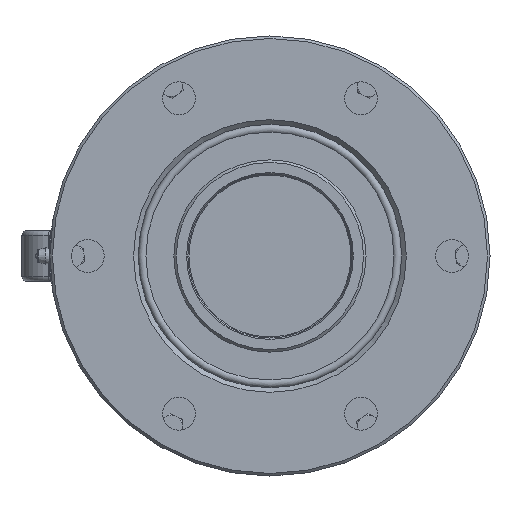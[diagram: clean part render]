
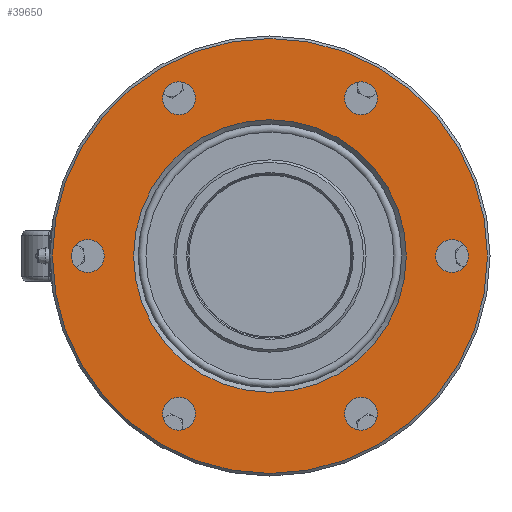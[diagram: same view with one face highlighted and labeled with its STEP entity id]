
A CAD part, left-side view. The second image highlights one B-rep face of the part: STEP entity #39650.
In plain terms, the highlighted planar face has unit normal (-1, 0, 0).
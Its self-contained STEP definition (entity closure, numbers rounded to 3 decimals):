
#3580=FACE_BOUND('',#9245,.T.);
#3581=FACE_BOUND('',#9246,.T.);
#3582=FACE_BOUND('',#9247,.T.);
#3583=FACE_BOUND('',#9248,.T.);
#3584=FACE_BOUND('',#9249,.T.);
#3585=FACE_BOUND('',#9250,.T.);
#3586=FACE_BOUND('',#9251,.T.);
#4554=PLANE('',#42684);
#6794=FACE_OUTER_BOUND('',#9244,.T.);
#9244=EDGE_LOOP('',(#36237));
#9245=EDGE_LOOP('',(#36238,#36239));
#9246=EDGE_LOOP('',(#36240,#36241));
#9247=EDGE_LOOP('',(#36242,#36243));
#9248=EDGE_LOOP('',(#36244,#36245));
#9249=EDGE_LOOP('',(#36246,#36247));
#9250=EDGE_LOOP('',(#36248,#36249));
#9251=EDGE_LOOP('',(#36250,#36251));
#15664=CIRCLE('',#42683,136.5);
#15665=CIRCLE('',#42685,85.56);
#15666=CIRCLE('',#42686,85.56);
#15667=CIRCLE('',#42687,10.3);
#15668=CIRCLE('',#42688,10.3);
#15669=CIRCLE('',#42689,10.3);
#15670=CIRCLE('',#42690,10.3);
#15671=CIRCLE('',#42691,10.3);
#15672=CIRCLE('',#42692,10.3);
#15673=CIRCLE('',#42693,10.3);
#15674=CIRCLE('',#42694,10.3);
#15675=CIRCLE('',#42695,10.3);
#15676=CIRCLE('',#42696,10.3);
#15677=CIRCLE('',#42697,10.3);
#15678=CIRCLE('',#42698,10.3);
#19430=VERTEX_POINT('',#204467);
#19431=VERTEX_POINT('',#204471);
#19432=VERTEX_POINT('',#204472);
#19433=VERTEX_POINT('',#204475);
#19434=VERTEX_POINT('',#204476);
#19435=VERTEX_POINT('',#204479);
#19436=VERTEX_POINT('',#204480);
#19437=VERTEX_POINT('',#204483);
#19438=VERTEX_POINT('',#204484);
#19439=VERTEX_POINT('',#204487);
#19440=VERTEX_POINT('',#204488);
#19441=VERTEX_POINT('',#204491);
#19442=VERTEX_POINT('',#204492);
#19443=VERTEX_POINT('',#204495);
#19444=VERTEX_POINT('',#204496);
#25101=EDGE_CURVE('',#19430,#19430,#15664,.T.);
#25102=EDGE_CURVE('',#19431,#19432,#15665,.T.);
#25103=EDGE_CURVE('',#19432,#19431,#15666,.T.);
#25104=EDGE_CURVE('',#19433,#19434,#15667,.T.);
#25105=EDGE_CURVE('',#19434,#19433,#15668,.T.);
#25106=EDGE_CURVE('',#19435,#19436,#15669,.T.);
#25107=EDGE_CURVE('',#19436,#19435,#15670,.T.);
#25108=EDGE_CURVE('',#19437,#19438,#15671,.T.);
#25109=EDGE_CURVE('',#19438,#19437,#15672,.T.);
#25110=EDGE_CURVE('',#19439,#19440,#15673,.T.);
#25111=EDGE_CURVE('',#19440,#19439,#15674,.T.);
#25112=EDGE_CURVE('',#19441,#19442,#15675,.T.);
#25113=EDGE_CURVE('',#19442,#19441,#15676,.T.);
#25114=EDGE_CURVE('',#19443,#19444,#15677,.T.);
#25115=EDGE_CURVE('',#19444,#19443,#15678,.T.);
#36237=ORIENTED_EDGE('',*,*,#25101,.F.);
#36238=ORIENTED_EDGE('',*,*,#25102,.T.);
#36239=ORIENTED_EDGE('',*,*,#25103,.T.);
#36240=ORIENTED_EDGE('',*,*,#25104,.T.);
#36241=ORIENTED_EDGE('',*,*,#25105,.T.);
#36242=ORIENTED_EDGE('',*,*,#25106,.T.);
#36243=ORIENTED_EDGE('',*,*,#25107,.T.);
#36244=ORIENTED_EDGE('',*,*,#25108,.T.);
#36245=ORIENTED_EDGE('',*,*,#25109,.T.);
#36246=ORIENTED_EDGE('',*,*,#25110,.T.);
#36247=ORIENTED_EDGE('',*,*,#25111,.T.);
#36248=ORIENTED_EDGE('',*,*,#25112,.T.);
#36249=ORIENTED_EDGE('',*,*,#25113,.T.);
#36250=ORIENTED_EDGE('',*,*,#25114,.T.);
#36251=ORIENTED_EDGE('',*,*,#25115,.T.);
#39650=ADVANCED_FACE('',(#6794,#3580,#3581,#3582,#3583,#3584,#3585,#3586),
#4554,.T.);
#42683=AXIS2_PLACEMENT_3D('',#204469,#51052,#51053);
#42684=AXIS2_PLACEMENT_3D('',#204470,#51054,#51055);
#42685=AXIS2_PLACEMENT_3D('',#204473,#51056,#51057);
#42686=AXIS2_PLACEMENT_3D('',#204474,#51058,#51059);
#42687=AXIS2_PLACEMENT_3D('',#204477,#51060,#51061);
#42688=AXIS2_PLACEMENT_3D('',#204478,#51062,#51063);
#42689=AXIS2_PLACEMENT_3D('',#204481,#51064,#51065);
#42690=AXIS2_PLACEMENT_3D('',#204482,#51066,#51067);
#42691=AXIS2_PLACEMENT_3D('',#204485,#51068,#51069);
#42692=AXIS2_PLACEMENT_3D('',#204486,#51070,#51071);
#42693=AXIS2_PLACEMENT_3D('',#204489,#51072,#51073);
#42694=AXIS2_PLACEMENT_3D('',#204490,#51074,#51075);
#42695=AXIS2_PLACEMENT_3D('',#204493,#51076,#51077);
#42696=AXIS2_PLACEMENT_3D('',#204494,#51078,#51079);
#42697=AXIS2_PLACEMENT_3D('',#204497,#51080,#51081);
#42698=AXIS2_PLACEMENT_3D('',#204498,#51082,#51083);
#51052=DIRECTION('center_axis',(1.,0.,0.));
#51053=DIRECTION('ref_axis',(0.,1.,0.));
#51054=DIRECTION('center_axis',(-1.,0.,0.));
#51055=DIRECTION('ref_axis',(0.,0.,-1.));
#51056=DIRECTION('center_axis',(1.,0.,0.));
#51057=DIRECTION('ref_axis',(0.,-1.,0.));
#51058=DIRECTION('center_axis',(1.,0.,0.));
#51059=DIRECTION('ref_axis',(0.,-1.,0.));
#51060=DIRECTION('center_axis',(1.,0.,0.));
#51061=DIRECTION('ref_axis',(0.,0.,-1.));
#51062=DIRECTION('center_axis',(1.,0.,0.));
#51063=DIRECTION('ref_axis',(0.,0.,-1.));
#51064=DIRECTION('center_axis',(1.,0.,0.));
#51065=DIRECTION('ref_axis',(0.,0.866,-0.5));
#51066=DIRECTION('center_axis',(1.,0.,0.));
#51067=DIRECTION('ref_axis',(0.,0.866,-0.5));
#51068=DIRECTION('center_axis',(1.,0.,0.));
#51069=DIRECTION('ref_axis',(0.,0.866,0.5));
#51070=DIRECTION('center_axis',(1.,0.,0.));
#51071=DIRECTION('ref_axis',(0.,0.866,0.5));
#51072=DIRECTION('center_axis',(1.,0.,0.));
#51073=DIRECTION('ref_axis',(0.,0.,1.));
#51074=DIRECTION('center_axis',(1.,0.,0.));
#51075=DIRECTION('ref_axis',(0.,0.,1.));
#51076=DIRECTION('center_axis',(1.,0.,0.));
#51077=DIRECTION('ref_axis',(0.,-0.866,0.5));
#51078=DIRECTION('center_axis',(1.,0.,0.));
#51079=DIRECTION('ref_axis',(0.,-0.866,0.5));
#51080=DIRECTION('center_axis',(1.,0.,0.));
#51081=DIRECTION('ref_axis',(0.,-0.866,-0.5));
#51082=DIRECTION('center_axis',(1.,0.,0.));
#51083=DIRECTION('ref_axis',(0.,-0.866,-0.5));
#204467=CARTESIAN_POINT('',(-83.53,-136.5,0.));
#204469=CARTESIAN_POINT('Origin',(-83.53,0.,0.));
#204470=CARTESIAN_POINT('Origin',(-83.53,-111.83,0.));
#204471=CARTESIAN_POINT('',(-83.53,-85.56,0.));
#204472=CARTESIAN_POINT('',(-83.53,85.56,0.));
#204473=CARTESIAN_POINT('Origin',(-83.53,0.,0.));
#204474=CARTESIAN_POINT('Origin',(-83.53,0.,0.));
#204475=CARTESIAN_POINT('',(-83.53,-114.3,-10.3));
#204476=CARTESIAN_POINT('',(-83.53,-114.3,10.3));
#204477=CARTESIAN_POINT('Origin',(-83.53,-114.3,0.));
#204478=CARTESIAN_POINT('Origin',(-83.53,-114.3,0.));
#204479=CARTESIAN_POINT('',(-83.53,-48.23,-104.137));
#204480=CARTESIAN_POINT('',(-83.53,-66.07,-93.837));
#204481=CARTESIAN_POINT('Origin',(-83.53,-57.15,-98.987));
#204482=CARTESIAN_POINT('Origin',(-83.53,-57.15,-98.987));
#204483=CARTESIAN_POINT('',(-83.53,66.07,-93.837));
#204484=CARTESIAN_POINT('',(-83.53,48.23,-104.137));
#204485=CARTESIAN_POINT('Origin',(-83.53,57.15,-98.987));
#204486=CARTESIAN_POINT('Origin',(-83.53,57.15,-98.987));
#204487=CARTESIAN_POINT('',(-83.53,114.3,10.3));
#204488=CARTESIAN_POINT('',(-83.53,114.3,-10.3));
#204489=CARTESIAN_POINT('Origin',(-83.53,114.3,0.));
#204490=CARTESIAN_POINT('Origin',(-83.53,114.3,0.));
#204491=CARTESIAN_POINT('',(-83.53,48.23,104.137));
#204492=CARTESIAN_POINT('',(-83.53,66.07,93.837));
#204493=CARTESIAN_POINT('Origin',(-83.53,57.15,98.987));
#204494=CARTESIAN_POINT('Origin',(-83.53,57.15,98.987));
#204495=CARTESIAN_POINT('',(-83.53,-66.07,93.837));
#204496=CARTESIAN_POINT('',(-83.53,-48.23,104.137));
#204497=CARTESIAN_POINT('Origin',(-83.53,-57.15,98.987));
#204498=CARTESIAN_POINT('Origin',(-83.53,-57.15,98.987));
